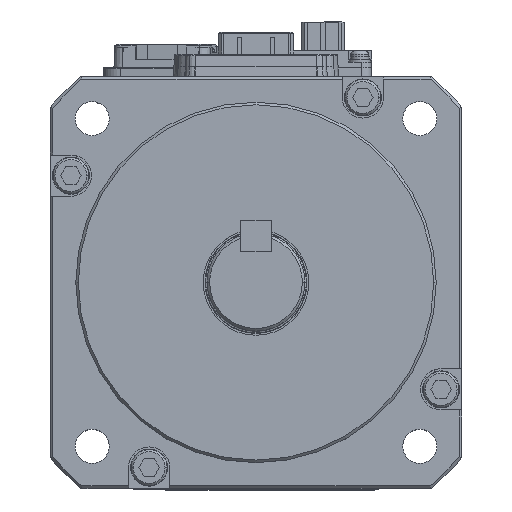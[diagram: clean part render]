
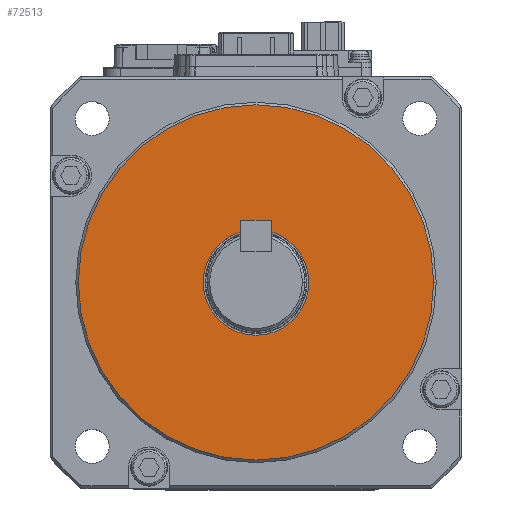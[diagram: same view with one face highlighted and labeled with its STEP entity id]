
A CAD part, top view. The second image highlights one B-rep face of the part: STEP entity #72513.
In plain terms, the highlighted planar face has unit normal (0, 0, 1).
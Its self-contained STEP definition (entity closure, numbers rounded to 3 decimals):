
#1930 = DIRECTION ( 'NONE',  ( 1., 0., 0. ) ) ;
#11284 = CARTESIAN_POINT ( 'NONE',  ( 0., 0., 59.5 ) ) ;
#19416 = FACE_OUTER_BOUND ( 'NONE', #54077, .T. ) ;
#24534 = AXIS2_PLACEMENT_3D ( 'NONE', #82609, #68565, #99128 ) ;
#24900 = CARTESIAN_POINT ( 'NONE',  ( -10.25, 0., 59.5 ) ) ;
#25201 = VERTEX_POINT ( 'NONE', #83806 ) ;
#28724 = CARTESIAN_POINT ( 'NONE',  ( -34.5, 0., 59.5 ) ) ;
#34822 = DIRECTION ( 'NONE',  ( 1., 0., 0. ) ) ;
#35438 = CARTESIAN_POINT ( 'NONE',  ( 0., 0., 59.5 ) ) ;
#35590 = AXIS2_PLACEMENT_3D ( 'NONE', #78068, #40040, #1930 ) ;
#35971 = ORIENTED_EDGE ( 'NONE', *, *, #90820, .T. ) ;
#37364 = ORIENTED_EDGE ( 'NONE', *, *, #81562, .F. ) ;
#38963 = ORIENTED_EDGE ( 'NONE', *, *, #42403, .T. ) ;
#40040 = DIRECTION ( 'NONE',  ( 0., 0., 1. ) ) ;
#42403 = EDGE_CURVE ( 'NONE', #45754, #25201, #64449, .T. ) ;
#45754 = VERTEX_POINT ( 'NONE', #28724 ) ;
#46861 = AXIS2_PLACEMENT_3D ( 'NONE', #65632, #75077, #98118 ) ;
#47377 = EDGE_LOOP ( 'NONE', ( #37364, #75362 ) ) ;
#50497 = FACE_BOUND ( 'NONE', #47377, .T. ) ;
#54077 = EDGE_LOOP ( 'NONE', ( #38963, #35971 ) ) ;
#64449 = CIRCLE ( 'NONE', #35590, 34.5 ) ;
#65050 = PLANE ( 'NONE',  #82297 ) ;
#65113 = CIRCLE ( 'NONE', #77870, 10.25 ) ;
#65632 = CARTESIAN_POINT ( 'NONE',  ( 0., 0., 59.5 ) ) ;
#66470 = DIRECTION ( 'NONE',  ( 0., 0., 1. ) ) ;
#67731 = VERTEX_POINT ( 'NONE', #79989 ) ;
#68565 = DIRECTION ( 'NONE',  ( 0., 0., 1. ) ) ;
#72513 = ADVANCED_FACE ( 'NONE', ( #19416, #50497 ), #65050, .T. ) ;
#73535 = VERTEX_POINT ( 'NONE', #24900 ) ;
#75077 = DIRECTION ( 'NONE',  ( 0., 0., 1. ) ) ;
#75362 = ORIENTED_EDGE ( 'NONE', *, *, #78883, .F. ) ;
#75613 = CIRCLE ( 'NONE', #46861, 34.5 ) ;
#77870 = AXIS2_PLACEMENT_3D ( 'NONE', #11284, #87400, #34822 ) ;
#78068 = CARTESIAN_POINT ( 'NONE',  ( 0., 0., 59.5 ) ) ;
#78883 = EDGE_CURVE ( 'NONE', #67731, #73535, #91504, .T. ) ;
#79989 = CARTESIAN_POINT ( 'NONE',  ( 10.25, 0., 59.5 ) ) ;
#81562 = EDGE_CURVE ( 'NONE', #73535, #67731, #65113, .T. ) ;
#82297 = AXIS2_PLACEMENT_3D ( 'NONE', #35438, #66470, #89022 ) ;
#82609 = CARTESIAN_POINT ( 'NONE',  ( 0., 0., 59.5 ) ) ;
#83806 = CARTESIAN_POINT ( 'NONE',  ( 34.5, 0., 59.5 ) ) ;
#87400 = DIRECTION ( 'NONE',  ( 0., 0., 1. ) ) ;
#89022 = DIRECTION ( 'NONE',  ( 1., 0., 0. ) ) ;
#90820 = EDGE_CURVE ( 'NONE', #25201, #45754, #75613, .T. ) ;
#91504 = CIRCLE ( 'NONE', #24534, 10.25 ) ;
#98118 = DIRECTION ( 'NONE',  ( 1., 0., 0. ) ) ;
#99128 = DIRECTION ( 'NONE',  ( 1., 0., 0. ) ) ;
